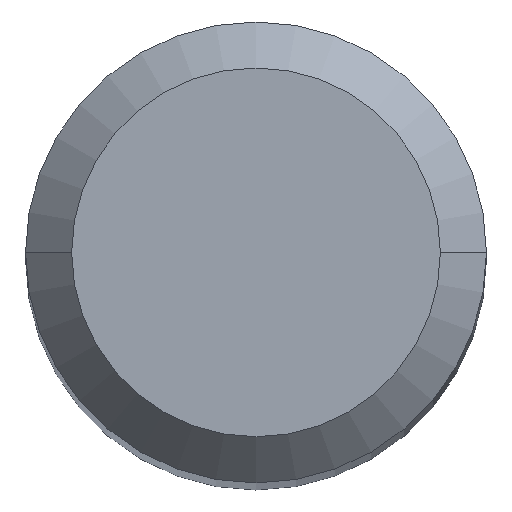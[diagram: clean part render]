
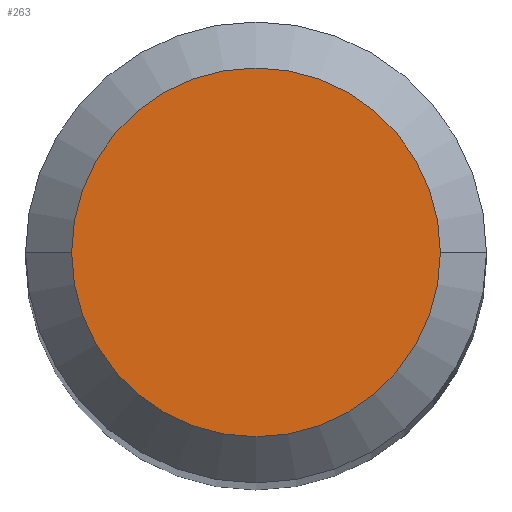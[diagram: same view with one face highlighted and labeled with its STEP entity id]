
A CAD part, top view. The second image highlights one B-rep face of the part: STEP entity #263.
In plain terms, the highlighted planar face has unit normal (0, 0, 1).
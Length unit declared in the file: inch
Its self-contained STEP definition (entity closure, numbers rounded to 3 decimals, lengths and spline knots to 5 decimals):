
#37 = CARTESIAN_POINT ( 'NONE',  ( 0., 0., 0. ) ) ;
#45 = ORIENTED_EDGE ( 'NONE', *, *, #459, .T. ) ;
#57 = CIRCLE ( 'NONE', #161, 0.04724 ) ;
#119 = DIRECTION ( 'NONE',  ( 0., 0., 1. ) ) ;
#135 = CIRCLE ( 'NONE', #302, 0.04724 ) ;
#144 = DIRECTION ( 'NONE',  ( 1., 0., 0. ) ) ;
#148 = DIRECTION ( 'NONE',  ( 0., 0., 1. ) ) ;
#161 = AXIS2_PLACEMENT_3D ( 'NONE', #261, #148, #144 ) ;
#179 = CARTESIAN_POINT ( 'NONE',  ( 0., 0., 0. ) ) ;
#187 = ORIENTED_EDGE ( 'NONE', *, *, #482, .T. ) ;
#215 = FACE_OUTER_BOUND ( 'NONE', #300, .T. ) ;
#229 = VERTEX_POINT ( 'NONE', #365 ) ;
#261 = CARTESIAN_POINT ( 'NONE',  ( 0., 0., 0. ) ) ;
#263 = ADVANCED_FACE ( 'NONE', ( #215 ), #438, .F. ) ;
#291 = CARTESIAN_POINT ( 'NONE',  ( 0.04724, 0., 0. ) ) ;
#297 = DIRECTION ( 'NONE',  ( -1., 0., 0. ) ) ;
#300 = EDGE_LOOP ( 'NONE', ( #45, #187 ) ) ;
#302 = AXIS2_PLACEMENT_3D ( 'NONE', #37, #119, #447 ) ;
#328 = DIRECTION ( 'NONE',  ( 0., 0., -1. ) ) ;
#337 = VERTEX_POINT ( 'NONE', #291 ) ;
#350 = AXIS2_PLACEMENT_3D ( 'NONE', #179, #328, #297 ) ;
#365 = CARTESIAN_POINT ( 'NONE',  ( -0.04724, 0., 0. ) ) ;
#438 = PLANE ( 'NONE',  #350 ) ;
#447 = DIRECTION ( 'NONE',  ( 1., 0., 0. ) ) ;
#459 = EDGE_CURVE ( 'NONE', #229, #337, #57, .T. ) ;
#482 = EDGE_CURVE ( 'NONE', #337, #229, #135, .T. ) ;
